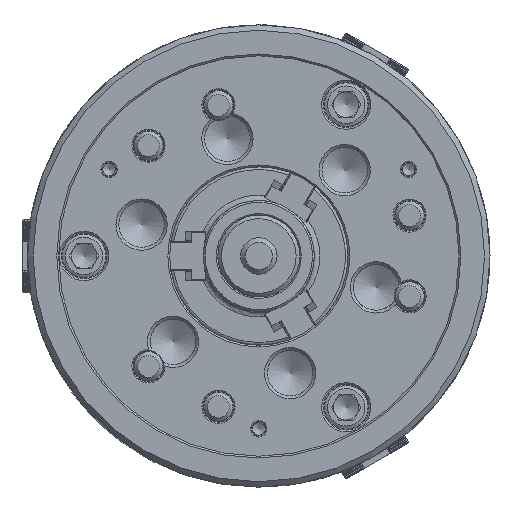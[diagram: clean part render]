
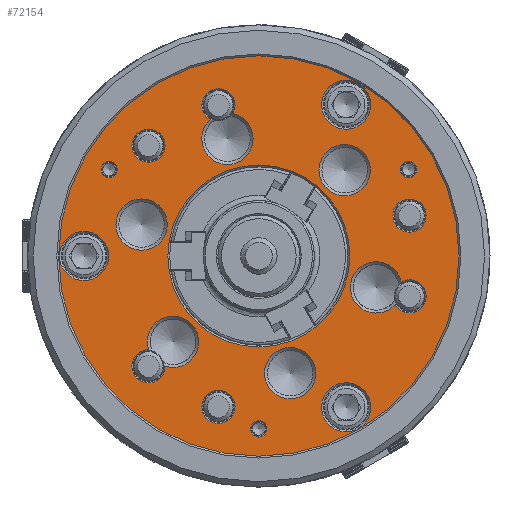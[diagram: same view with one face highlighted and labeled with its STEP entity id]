
A CAD part, left-side view. The second image highlights one B-rep face of the part: STEP entity #72154.
In plain terms, the highlighted planar face has unit normal (-1, 0, 0).
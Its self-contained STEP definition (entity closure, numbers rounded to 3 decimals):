
#34793=ORIENTED_EDGE('',*,*,#44684,.F.);
#34794=ORIENTED_EDGE('',*,*,#44685,.F.);
#34795=ORIENTED_EDGE('',*,*,#44686,.F.);
#34796=ORIENTED_EDGE('',*,*,#44687,.F.);
#34797=ORIENTED_EDGE('',*,*,#44688,.F.);
#34798=ORIENTED_EDGE('',*,*,#44689,.F.);
#34799=ORIENTED_EDGE('',*,*,#44690,.F.);
#34800=ORIENTED_EDGE('',*,*,#44691,.F.);
#34801=ORIENTED_EDGE('',*,*,#44692,.F.);
#34802=ORIENTED_EDGE('',*,*,#44693,.F.);
#34803=ORIENTED_EDGE('',*,*,#44694,.F.);
#34804=ORIENTED_EDGE('',*,*,#44695,.F.);
#34805=ORIENTED_EDGE('',*,*,#44696,.T.);
#34806=ORIENTED_EDGE('',*,*,#44697,.T.);
#34807=ORIENTED_EDGE('',*,*,#44698,.T.);
#34808=ORIENTED_EDGE('',*,*,#44699,.F.);
#34809=ORIENTED_EDGE('',*,*,#44700,.T.);
#34810=ORIENTED_EDGE('',*,*,#44701,.T.);
#34811=ORIENTED_EDGE('',*,*,#44702,.T.);
#34812=ORIENTED_EDGE('',*,*,#44703,.T.);
#44684=EDGE_CURVE('',#51155,#51155,#52189,.T.);
#44685=EDGE_CURVE('',#51156,#51156,#52190,.T.);
#44686=EDGE_CURVE('',#51157,#51157,#52191,.T.);
#44687=EDGE_CURVE('',#51158,#51158,#52192,.T.);
#44688=EDGE_CURVE('',#51159,#51159,#52193,.T.);
#44689=EDGE_CURVE('',#51160,#51160,#52194,.T.);
#44690=EDGE_CURVE('',#51161,#51162,#52195,.T.);
#44691=EDGE_CURVE('',#51162,#51161,#52196,.T.);
#44692=EDGE_CURVE('',#51163,#51164,#52197,.T.);
#44693=EDGE_CURVE('',#51164,#51163,#52198,.T.);
#44694=EDGE_CURVE('',#51165,#51166,#52199,.T.);
#44695=EDGE_CURVE('',#51166,#51165,#52200,.T.);
#44696=EDGE_CURVE('',#51167,#51167,#52201,.T.);
#44697=EDGE_CURVE('',#51168,#51168,#52202,.T.);
#44698=EDGE_CURVE('',#51169,#51169,#52203,.T.);
#44699=EDGE_CURVE('',#51170,#51170,#52204,.T.);
#44700=EDGE_CURVE('',#51171,#51171,#52205,.T.);
#44701=EDGE_CURVE('',#51172,#51172,#52206,.T.);
#44702=EDGE_CURVE('',#51173,#51173,#52207,.T.);
#44703=EDGE_CURVE('',#51174,#51174,#52208,.T.);
#51155=VERTEX_POINT('',#117509);
#51156=VERTEX_POINT('',#117511);
#51157=VERTEX_POINT('',#117513);
#51158=VERTEX_POINT('',#117515);
#51159=VERTEX_POINT('',#117517);
#51160=VERTEX_POINT('',#117519);
#51161=VERTEX_POINT('',#117521);
#51162=VERTEX_POINT('',#117522);
#51163=VERTEX_POINT('',#117525);
#51164=VERTEX_POINT('',#117526);
#51165=VERTEX_POINT('',#117529);
#51166=VERTEX_POINT('',#117530);
#51167=VERTEX_POINT('',#117533);
#51168=VERTEX_POINT('',#117535);
#51169=VERTEX_POINT('',#117537);
#51170=VERTEX_POINT('',#117539);
#51171=VERTEX_POINT('',#117541);
#51172=VERTEX_POINT('',#117543);
#51173=VERTEX_POINT('',#117545);
#51174=VERTEX_POINT('',#117547);
#52189=CIRCLE('',#76513,4.459);
#52190=CIRCLE('',#76514,4.459);
#52191=CIRCLE('',#76515,4.459);
#52192=CIRCLE('',#76516,14.1);
#52193=CIRCLE('',#76517,14.1);
#52194=CIRCLE('',#76518,14.1);
#52195=CIRCLE('',#76519,9.099);
#52196=CIRCLE('',#76520,14.1);
#52197=CIRCLE('',#76521,9.099);
#52198=CIRCLE('',#76522,14.1);
#52199=CIRCLE('',#76523,9.099);
#52200=CIRCLE('',#76524,14.1);
#52201=CIRCLE('',#76525,13.5);
#52202=CIRCLE('',#76526,110.);
#52203=CIRCLE('',#76527,50.);
#52204=CIRCLE('',#76528,13.5);
#52205=CIRCLE('',#76529,13.5);
#52206=CIRCLE('',#76530,9.099);
#52207=CIRCLE('',#76531,9.099);
#52208=CIRCLE('',#76532,9.099);
#56190=EDGE_LOOP('',(#34793));
#56191=EDGE_LOOP('',(#34794));
#56192=EDGE_LOOP('',(#34795));
#56193=EDGE_LOOP('',(#34796));
#56194=EDGE_LOOP('',(#34797));
#56195=EDGE_LOOP('',(#34798));
#56196=EDGE_LOOP('',(#34799,#34800));
#56197=EDGE_LOOP('',(#34801,#34802));
#56198=EDGE_LOOP('',(#34803,#34804));
#56199=EDGE_LOOP('',(#34805));
#56200=EDGE_LOOP('',(#34806));
#56201=EDGE_LOOP('',(#34807));
#56202=EDGE_LOOP('',(#34808));
#56203=EDGE_LOOP('',(#34809));
#56204=EDGE_LOOP('',(#34810));
#56205=EDGE_LOOP('',(#34811));
#56206=EDGE_LOOP('',(#34812));
#60241=FACE_BOUND('',#56190,.T.);
#60242=FACE_BOUND('',#56191,.T.);
#60243=FACE_BOUND('',#56192,.T.);
#60244=FACE_BOUND('',#56193,.T.);
#60245=FACE_BOUND('',#56194,.T.);
#60246=FACE_BOUND('',#56195,.T.);
#60247=FACE_BOUND('',#56196,.T.);
#60248=FACE_BOUND('',#56197,.T.);
#60249=FACE_BOUND('',#56198,.T.);
#60250=FACE_BOUND('',#56199,.T.);
#60251=FACE_BOUND('',#56200,.T.);
#60252=FACE_BOUND('',#56201,.T.);
#60253=FACE_BOUND('',#56202,.T.);
#60254=FACE_BOUND('',#56203,.T.);
#60255=FACE_BOUND('',#56204,.T.);
#60256=FACE_BOUND('',#56205,.T.);
#60257=FACE_BOUND('',#56206,.T.);
#63491=PLANE('',#76512);
#72154=ADVANCED_FACE('',(#60241,#60242,#60243,#60244,#60245,#60246,#60247,
#60248,#60249,#60250,#60251,#60252,#60253,#60254,#60255,#60256,#60257),
#63491,.T.);
#76512=AXIS2_PLACEMENT_3D('',#117507,#93096,#93097);
#76513=AXIS2_PLACEMENT_3D('',#117508,#93098,#93099);
#76514=AXIS2_PLACEMENT_3D('',#117510,#93100,#93101);
#76515=AXIS2_PLACEMENT_3D('',#117512,#93102,#93103);
#76516=AXIS2_PLACEMENT_3D('',#117514,#93104,#93105);
#76517=AXIS2_PLACEMENT_3D('',#117516,#93106,#93107);
#76518=AXIS2_PLACEMENT_3D('',#117518,#93108,#93109);
#76519=AXIS2_PLACEMENT_3D('',#117520,#93110,#93111);
#76520=AXIS2_PLACEMENT_3D('',#117523,#93112,#93113);
#76521=AXIS2_PLACEMENT_3D('',#117524,#93114,#93115);
#76522=AXIS2_PLACEMENT_3D('',#117527,#93116,#93117);
#76523=AXIS2_PLACEMENT_3D('',#117528,#93118,#93119);
#76524=AXIS2_PLACEMENT_3D('',#117531,#93120,#93121);
#76525=AXIS2_PLACEMENT_3D('',#117532,#93122,#93123);
#76526=AXIS2_PLACEMENT_3D('',#117534,#93124,#93125);
#76527=AXIS2_PLACEMENT_3D('',#117536,#93126,#93127);
#76528=AXIS2_PLACEMENT_3D('',#117538,#93128,#93129);
#76529=AXIS2_PLACEMENT_3D('',#117540,#93130,#93131);
#76530=AXIS2_PLACEMENT_3D('',#117542,#93132,#93133);
#76531=AXIS2_PLACEMENT_3D('',#117544,#93134,#93135);
#76532=AXIS2_PLACEMENT_3D('',#117546,#93136,#93137);
#93096=DIRECTION('',(-1.,0.,0.));
#93097=DIRECTION('',(0.,0.,1.));
#93098=DIRECTION('',(-1.,0.,0.));
#93099=DIRECTION('',(0.,0.,1.));
#93100=DIRECTION('',(-1.,0.,0.));
#93101=DIRECTION('',(0.,0.,1.));
#93102=DIRECTION('',(-1.,0.,0.));
#93103=DIRECTION('',(0.,0.,1.));
#93104=DIRECTION('',(-1.,0.,0.));
#93105=DIRECTION('',(0.,0.,1.));
#93106=DIRECTION('',(-1.,0.,0.));
#93107=DIRECTION('',(0.,0.,1.));
#93108=DIRECTION('',(-1.,0.,0.));
#93109=DIRECTION('',(0.,0.,1.));
#93110=DIRECTION('',(-1.,0.,0.));
#93111=DIRECTION('',(0.,-0.866,-0.5));
#93112=DIRECTION('',(-1.,0.,0.));
#93113=DIRECTION('',(0.,0.,1.));
#93114=DIRECTION('',(-1.,0.,0.));
#93115=DIRECTION('',(0.,0.866,-0.5));
#93116=DIRECTION('',(-1.,0.,0.));
#93117=DIRECTION('',(0.,0.,1.));
#93118=DIRECTION('',(-1.,0.,0.));
#93119=DIRECTION('',(0.,0.,1.));
#93120=DIRECTION('',(-1.,0.,0.));
#93121=DIRECTION('',(0.,0.,1.));
#93122=DIRECTION('',(1.,0.,0.));
#93123=DIRECTION('',(0.,-0.866,0.5));
#93124=DIRECTION('',(-1.,0.,0.));
#93125=DIRECTION('',(0.,0.,1.));
#93126=DIRECTION('',(1.,0.,0.));
#93127=DIRECTION('',(0.,0.,-1.));
#93128=DIRECTION('',(-1.,0.,0.));
#93129=DIRECTION('',(0.,0.,1.));
#93130=DIRECTION('',(1.,0.,0.));
#93131=DIRECTION('',(0.,0.866,0.5));
#93132=DIRECTION('',(1.,0.,0.));
#93133=DIRECTION('',(0.,0.866,0.5));
#93134=DIRECTION('',(1.,0.,0.));
#93135=DIRECTION('',(0.,0.,-1.));
#93136=DIRECTION('',(1.,0.,0.));
#93137=DIRECTION('',(0.,-0.866,0.5));
#117507=CARTESIAN_POINT('',(-84.,51.5,-89.201));
#117508=CARTESIAN_POINT('',(-84.,82.272,47.5));
#117509=CARTESIAN_POINT('',(-84.,82.272,51.958));
#117510=CARTESIAN_POINT('',(-84.,-82.272,47.5));
#117511=CARTESIAN_POINT('',(-84.,-82.272,51.959));
#117512=CARTESIAN_POINT('',(-84.,0.,-95.));
#117513=CARTESIAN_POINT('',(-84.,0.,-90.542));
#117514=CARTESIAN_POINT('',(-84.,64.403,17.257));
#117515=CARTESIAN_POINT('',(-84.,64.403,31.357));
#117516=CARTESIAN_POINT('',(-84.,-47.146,47.146));
#117517=CARTESIAN_POINT('',(-84.,-47.146,61.246));
#117518=CARTESIAN_POINT('',(-84.,-17.257,-64.403));
#117519=CARTESIAN_POINT('',(-84.,-17.257,-50.303));
#117520=CARTESIAN_POINT('',(-84.,22.187,82.804));
#117521=CARTESIAN_POINT('',(-84.,14.34,78.198));
#117522=CARTESIAN_POINT('',(-84.,26.68,74.892));
#117523=CARTESIAN_POINT('',(-84.,17.257,64.403));
#117524=CARTESIAN_POINT('',(-84.,-82.804,-22.187));
#117525=CARTESIAN_POINT('',(-84.,-74.892,-26.68));
#117526=CARTESIAN_POINT('',(-84.,-78.198,-14.34));
#117527=CARTESIAN_POINT('',(-84.,-64.403,-17.257));
#117528=CARTESIAN_POINT('',(-84.,60.617,-60.617));
#117529=CARTESIAN_POINT('',(-84.,60.552,-51.518));
#117530=CARTESIAN_POINT('',(-84.,51.518,-60.552));
#117531=CARTESIAN_POINT('',(-84.,47.146,-47.146));
#117532=CARTESIAN_POINT('',(-84.,-48.,-83.138));
#117533=CARTESIAN_POINT('',(-84.,-59.691,-76.388));
#117534=CARTESIAN_POINT('',(-84.,0.,0.));
#117535=CARTESIAN_POINT('',(-84.,0.,110.));
#117536=CARTESIAN_POINT('',(-84.,0.,0.));
#117537=CARTESIAN_POINT('',(-84.,0.,-50.));
#117538=CARTESIAN_POINT('',(-84.,96.,0.));
#117539=CARTESIAN_POINT('',(-84.,96.,13.5));
#117540=CARTESIAN_POINT('',(-84.,-48.,83.138));
#117541=CARTESIAN_POINT('',(-84.,-36.309,89.888));
#117542=CARTESIAN_POINT('',(-84.,-82.804,22.187));
#117543=CARTESIAN_POINT('',(-84.,-74.924,26.737));
#117544=CARTESIAN_POINT('',(-84.,60.617,60.617));
#117545=CARTESIAN_POINT('',(-84.,60.617,51.518));
#117546=CARTESIAN_POINT('',(-84.,22.187,-82.804));
#117547=CARTESIAN_POINT('',(-84.,14.307,-78.254));
